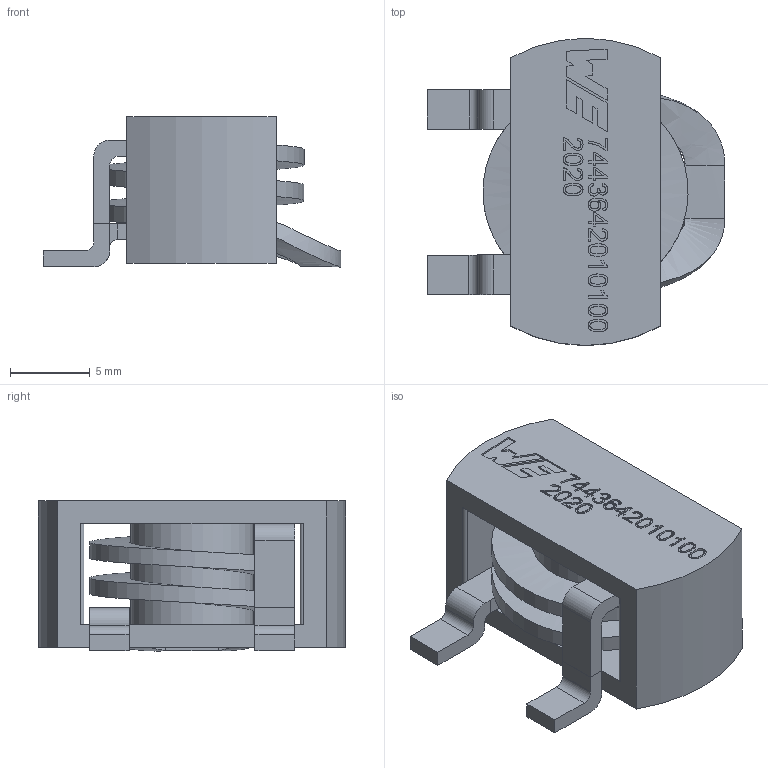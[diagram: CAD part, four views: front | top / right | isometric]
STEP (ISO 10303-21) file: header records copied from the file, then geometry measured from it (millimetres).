
FILE_DESCRIPTION(/* description */ ('Unknown'),/* implementation_level */ '2;1');
FILE_NAME(/* name */ 'L_Wurth_WE-HCF_2010',/* time_stamp */ '2022-03-08T10:03:01+08:00',/* author */ ('Unknown'),/* organization */ ('Unknown'),/* preprocessor_version */ 'ST-DEVELOPER v16.7',/* originating_system */ 'Solid Edge',/* authorisation */ 'Unknown');
FILE_SCHEMA (('AUTOMOTIVE_DESIGN {1 0 10303 214 3 1 1}'));
Length unit declared in the file: millimetre
Products named in the file (2): L_Wurth_WE-HCF_2010
Assembly tree (1 placements, depth 2):
  L_Wurth_WE-HCF_2010
    L_Wurth_WE-HCF_2010
Bounding box: 18.7 x 19.32 x 9.44 mm (x, y, z)
Volume: 1365.3 mm3; surface area: 1894.5 mm2
Topology: 1 solids, 1 shells, 235 faces, 577 edges, 372 vertices
Faces by surface type: plane 176, bspline 42, cylinder 17
Full cylindrical faces by diameter (mm): 7.7 x1
Entity records: 10731 total; most frequent: CARTESIAN_POINT 3828, ORIENTED_EDGE 1126, DIRECTION 892, EDGE_CURVE 563, LINE 442, VECTOR 442, VERTEX_POINT 372, EDGE_LOOP 283
